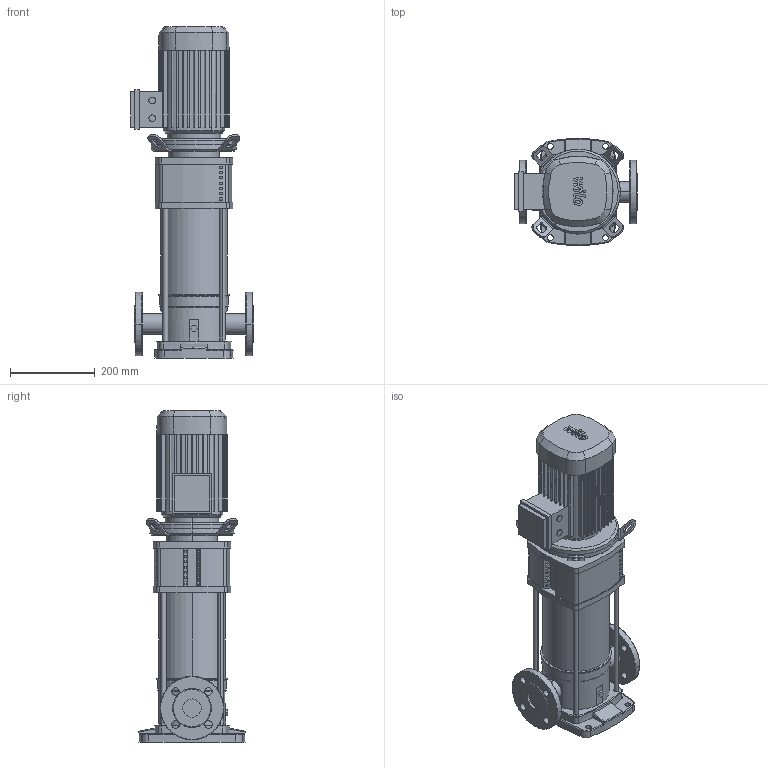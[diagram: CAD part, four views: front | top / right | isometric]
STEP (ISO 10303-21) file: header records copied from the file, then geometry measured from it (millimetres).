
FILE_DESCRIPTION((''),'2;1');
FILE_NAME('3d_HELIXV1004-2_25_V-4150575.stp','2016-08-24T08:34:42',(''),(''),'Mechanical Desktop 2009','Mechanical Desktop 2009',', , ');
FILE_SCHEMA(('CONFIG_CONTROL_DESIGN'));
Length unit declared in the file: millimetre
Products named in the file (1): Product
Bounding box: 289 x 252 x 782.2 mm (x, y, z)
Volume: 16991737.3 mm3; surface area: 1254773.7 mm2
Topology: 18 solids, 18 shells, 829 faces, 2211 edges, 1438 vertices
Faces by surface type: plane 355, bspline 208, cylinder 204, cone 36, torus 22, sphere 4
Entity records: 27250 total; most frequent: CARTESIAN_POINT 6341, ORIENTED_EDGE 4422, DIRECTION 4179, EDGE_CURVE 2211, VERTEX_POINT 1438, AXIS2_PLACEMENT_3D 1414, VECTOR 1351, LINE 1351
